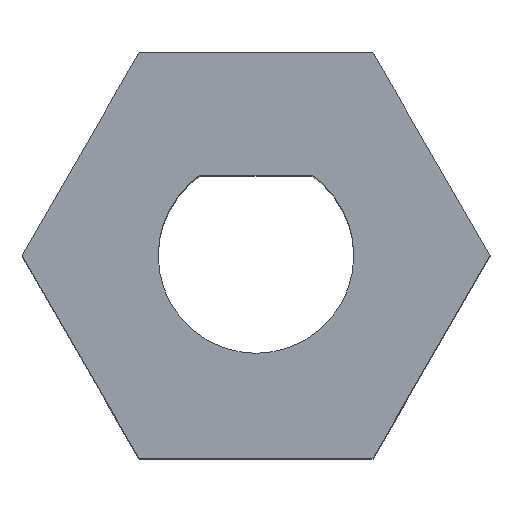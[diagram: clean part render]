
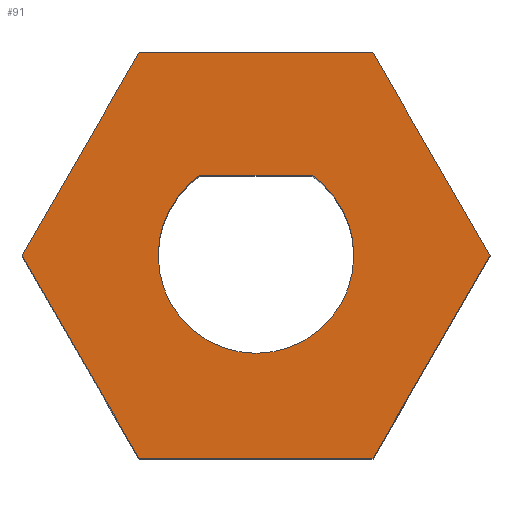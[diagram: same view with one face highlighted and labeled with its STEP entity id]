
A CAD part, top view. The second image highlights one B-rep face of the part: STEP entity #91.
In plain terms, the highlighted planar face has unit normal (0, 0, 1).
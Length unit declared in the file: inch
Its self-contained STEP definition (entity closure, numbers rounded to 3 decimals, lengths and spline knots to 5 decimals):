
#8 = CARTESIAN_POINT ( 'NONE',  ( 0.14362, 0.24875, 0.75 ) ) ;
#9 = DIRECTION ( 'NONE',  ( -1., 0., 0. ) ) ;
#12 = ORIENTED_EDGE ( 'NONE', *, *, #71, .T. ) ;
#13 = LINE ( 'NONE', #41, #109 ) ;
#19 = DIRECTION ( 'NONE',  ( 1., 0., 0. ) ) ;
#29 = ORIENTED_EDGE ( 'NONE', *, *, #197, .T. ) ;
#32 = CARTESIAN_POINT ( 'NONE',  ( -0.14362, -0.24875, 0.75 ) ) ;
#33 = DIRECTION ( 'NONE',  ( 1., 0., 0. ) ) ;
#40 = CARTESIAN_POINT ( 'NONE',  ( 0.14362, -0.24875, 0.75 ) ) ;
#41 = CARTESIAN_POINT ( 'NONE',  ( 0.28723, 0., 0.75 ) ) ;
#44 = VECTOR ( 'NONE', #143, 39.37008 ) ;
#61 = EDGE_CURVE ( 'NONE', #108, #69, #383, .T. ) ;
#63 = EDGE_CURVE ( 'NONE', #98, #108, #131, .T. ) ;
#69 = VERTEX_POINT ( 'NONE', #40 ) ;
#71 = EDGE_CURVE ( 'NONE', #127, #326, #148, .T. ) ;
#72 = FACE_OUTER_BOUND ( 'NONE', #186, .T. ) ;
#75 = CIRCLE ( 'NONE', #323, 0.12008 ) ;
#86 = DIRECTION ( 'NONE',  ( 1., 0., 0. ) ) ;
#91 = ADVANCED_FACE ( 'NONE', ( #414, #72 ), #177, .T. ) ;
#96 = DIRECTION ( 'NONE',  ( 0., 0., 1. ) ) ;
#98 = VERTEX_POINT ( 'NONE', #226 ) ;
#104 = CARTESIAN_POINT ( 'NONE',  ( -0.14362, 0.24875, 0.75 ) ) ;
#107 = CARTESIAN_POINT ( 'NONE',  ( -0.06879, 0.09843, 0.75 ) ) ;
#108 = VERTEX_POINT ( 'NONE', #32 ) ;
#109 = VECTOR ( 'NONE', #324, 39.37008 ) ;
#119 = DIRECTION ( 'NONE',  ( 0.5, -0.866, 0. ) ) ;
#124 = DIRECTION ( 'NONE',  ( 1., 0., 0. ) ) ;
#127 = VERTEX_POINT ( 'NONE', #8 ) ;
#129 = EDGE_CURVE ( 'NONE', #69, #333, #246, .T. ) ;
#131 = LINE ( 'NONE', #139, #307 ) ;
#139 = CARTESIAN_POINT ( 'NONE',  ( -0.28723, 0., 0.75 ) ) ;
#143 = DIRECTION ( 'NONE',  ( -0.5, -0.866, 0. ) ) ;
#144 = DIRECTION ( 'NONE',  ( 0.5, 0.866, 0. ) ) ;
#148 = LINE ( 'NONE', #184, #325 ) ;
#150 = CARTESIAN_POINT ( 'NONE',  ( 0., 0., 0.75 ) ) ;
#152 = LINE ( 'NONE', #255, #320 ) ;
#159 = DIRECTION ( 'NONE',  ( 0., 0., 1. ) ) ;
#160 = ORIENTED_EDGE ( 'NONE', *, *, #395, .F. ) ;
#164 = CARTESIAN_POINT ( 'NONE',  ( 0.06879, 0.09843, 0.75 ) ) ;
#167 = DIRECTION ( 'NONE',  ( 1., 0., 0. ) ) ;
#170 = ORIENTED_EDGE ( 'NONE', *, *, #61, .T. ) ;
#177 = PLANE ( 'NONE',  #360 ) ;
#184 = CARTESIAN_POINT ( 'NONE',  ( 0.14362, 0.24875, 0.75 ) ) ;
#186 = EDGE_LOOP ( 'NONE', ( #310, #29, #12, #191, #386, #170 ) ) ;
#191 = ORIENTED_EDGE ( 'NONE', *, *, #332, .T. ) ;
#196 = VECTOR ( 'NONE', #124, 39.37008 ) ;
#197 = EDGE_CURVE ( 'NONE', #333, #127, #13, .T. ) ;
#198 = LINE ( 'NONE', #359, #44 ) ;
#202 = VERTEX_POINT ( 'NONE', #336 ) ;
#211 = CIRCLE ( 'NONE', #239, 0.12008 ) ;
#217 = CIRCLE ( 'NONE', #260, 0.12008 ) ;
#219 = CARTESIAN_POINT ( 'NONE',  ( 0.28723, 0., 0.75 ) ) ;
#221 = EDGE_CURVE ( 'NONE', #202, #224, #217, .T. ) ;
#224 = VERTEX_POINT ( 'NONE', #261 ) ;
#226 = CARTESIAN_POINT ( 'NONE',  ( -0.28723, 0., 0.75 ) ) ;
#227 = EDGE_CURVE ( 'NONE', #224, #374, #75, .T. ) ;
#231 = DIRECTION ( 'NONE',  ( 0., 0., 1. ) ) ;
#237 = ORIENTED_EDGE ( 'NONE', *, *, #279, .F. ) ;
#239 = AXIS2_PLACEMENT_3D ( 'NONE', #339, #159, #86 ) ;
#245 = CARTESIAN_POINT ( 'NONE',  ( 0., 0., 0.75 ) ) ;
#246 = LINE ( 'NONE', #268, #330 ) ;
#255 = CARTESIAN_POINT ( 'NONE',  ( -0.06879, 0.09843, 0.75 ) ) ;
#257 = DIRECTION ( 'NONE',  ( 0., 0., 1. ) ) ;
#260 = AXIS2_PLACEMENT_3D ( 'NONE', #150, #96, #33 ) ;
#261 = CARTESIAN_POINT ( 'NONE',  ( 0.12008, 0., 0.75 ) ) ;
#268 = CARTESIAN_POINT ( 'NONE',  ( 0.14362, -0.24875, 0.75 ) ) ;
#279 = EDGE_CURVE ( 'NONE', #374, #398, #152, .T. ) ;
#307 = VECTOR ( 'NONE', #119, 39.37008 ) ;
#309 = ORIENTED_EDGE ( 'NONE', *, *, #227, .F. ) ;
#310 = ORIENTED_EDGE ( 'NONE', *, *, #129, .T. ) ;
#320 = VECTOR ( 'NONE', #348, 39.37008 ) ;
#323 = AXIS2_PLACEMENT_3D ( 'NONE', #393, #257, #19 ) ;
#324 = DIRECTION ( 'NONE',  ( -0.5, 0.866, 0. ) ) ;
#325 = VECTOR ( 'NONE', #9, 39.37008 ) ;
#326 = VERTEX_POINT ( 'NONE', #104 ) ;
#330 = VECTOR ( 'NONE', #144, 39.37008 ) ;
#332 = EDGE_CURVE ( 'NONE', #326, #98, #198, .T. ) ;
#333 = VERTEX_POINT ( 'NONE', #219 ) ;
#336 = CARTESIAN_POINT ( 'NONE',  ( -0.12008, 0., 0.75 ) ) ;
#339 = CARTESIAN_POINT ( 'NONE',  ( 0., 0., 0.75 ) ) ;
#344 = ORIENTED_EDGE ( 'NONE', *, *, #221, .F. ) ;
#348 = DIRECTION ( 'NONE',  ( -1., 0., 0. ) ) ;
#359 = CARTESIAN_POINT ( 'NONE',  ( -0.14362, 0.24875, 0.75 ) ) ;
#360 = AXIS2_PLACEMENT_3D ( 'NONE', #245, #231, #167 ) ;
#374 = VERTEX_POINT ( 'NONE', #164 ) ;
#383 = LINE ( 'NONE', #401, #196 ) ;
#386 = ORIENTED_EDGE ( 'NONE', *, *, #63, .T. ) ;
#393 = CARTESIAN_POINT ( 'NONE',  ( 0., 0., 0.75 ) ) ;
#394 = EDGE_LOOP ( 'NONE', ( #160, #237, #309, #344 ) ) ;
#395 = EDGE_CURVE ( 'NONE', #398, #202, #211, .T. ) ;
#398 = VERTEX_POINT ( 'NONE', #107 ) ;
#401 = CARTESIAN_POINT ( 'NONE',  ( -0.14362, -0.24875, 0.75 ) ) ;
#414 = FACE_BOUND ( 'NONE', #394, .T. ) ;
